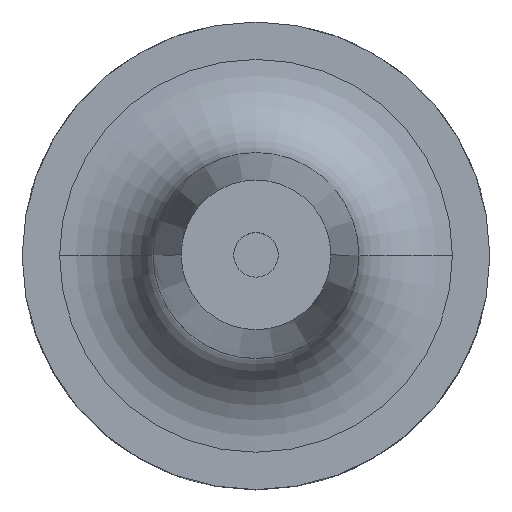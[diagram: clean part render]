
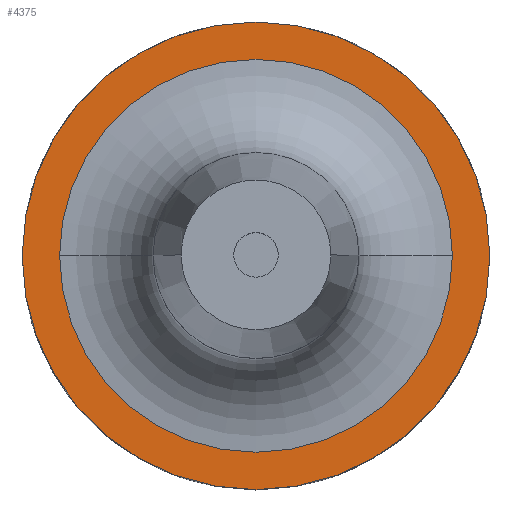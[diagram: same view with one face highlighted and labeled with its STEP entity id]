
A CAD part, top view. The second image highlights one B-rep face of the part: STEP entity #4375.
In plain terms, the highlighted planar face has unit normal (0, 0, 1).
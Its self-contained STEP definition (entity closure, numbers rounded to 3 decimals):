
#189 = DIRECTION ( 'NONE',  ( -1., 0., 0. ) ) ;
#284 = AXIS2_PLACEMENT_3D ( 'NONE', #4507, #2284, #3429 ) ;
#312 = ORIENTED_EDGE ( 'NONE', *, *, #1530, .T. ) ;
#455 = CARTESIAN_POINT ( 'NONE',  ( 0., 0., 20. ) ) ;
#459 = ORIENTED_EDGE ( 'NONE', *, *, #749, .T. ) ;
#480 = DIRECTION ( 'NONE',  ( -1., 0., 0. ) ) ;
#506 = DIRECTION ( 'NONE',  ( 0., 0., -1. ) ) ;
#520 = CARTESIAN_POINT ( 'NONE',  ( 0., 0., 20. ) ) ;
#586 = FACE_BOUND ( 'NONE', #799, .T. ) ;
#604 = CARTESIAN_POINT ( 'NONE',  ( 25., 0., 20. ) ) ;
#725 = CARTESIAN_POINT ( 'NONE',  ( 0., 0., 20. ) ) ;
#736 = VERTEX_POINT ( 'NONE', #604 ) ;
#749 = EDGE_CURVE ( 'NONE', #3644, #3957, #4105, .T. ) ;
#799 = EDGE_LOOP ( 'NONE', ( #459, #3553 ) ) ;
#820 = DIRECTION ( 'NONE',  ( 1., 0., 0. ) ) ;
#1085 = DIRECTION ( 'NONE',  ( -1., 0., 0. ) ) ;
#1530 = EDGE_CURVE ( 'NONE', #736, #4259, #2827, .T. ) ;
#1643 = CARTESIAN_POINT ( 'NONE',  ( 0., 0., 20. ) ) ;
#2284 = DIRECTION ( 'NONE',  ( 0., 0., 1. ) ) ;
#2381 = DIRECTION ( 'NONE',  ( 0., 0., -1. ) ) ;
#2827 = CIRCLE ( 'NONE', #284, 25. ) ;
#2855 = CARTESIAN_POINT ( 'NONE',  ( 21., 0., 20. ) ) ;
#2950 = CARTESIAN_POINT ( 'NONE',  ( -21., 0., 20. ) ) ;
#3024 = DIRECTION ( 'NONE',  ( 0., 0., 1. ) ) ;
#3085 = EDGE_CURVE ( 'NONE', #4259, #736, #3524, .T. ) ;
#3309 = DIRECTION ( 'NONE',  ( 0., 0., -1. ) ) ;
#3411 = FACE_OUTER_BOUND ( 'NONE', #3968, .T. ) ;
#3429 = DIRECTION ( 'NONE',  ( 1., 0., 0. ) ) ;
#3524 = CIRCLE ( 'NONE', #4172, 25. ) ;
#3553 = ORIENTED_EDGE ( 'NONE', *, *, #3587, .T. ) ;
#3587 = EDGE_CURVE ( 'NONE', #3957, #3644, #4666, .T. ) ;
#3644 = VERTEX_POINT ( 'NONE', #2950 ) ;
#3731 = CARTESIAN_POINT ( 'NONE',  ( -25., 0., 20. ) ) ;
#3957 = VERTEX_POINT ( 'NONE', #2855 ) ;
#3968 = EDGE_LOOP ( 'NONE', ( #312, #4429 ) ) ;
#4105 = CIRCLE ( 'NONE', #4640, 21. ) ;
#4172 = AXIS2_PLACEMENT_3D ( 'NONE', #455, #3024, #820 ) ;
#4259 = VERTEX_POINT ( 'NONE', #3731 ) ;
#4342 = AXIS2_PLACEMENT_3D ( 'NONE', #725, #3309, #1085 ) ;
#4375 = ADVANCED_FACE ( 'NONE', ( #586, #3411 ), #4575, .F. ) ;
#4429 = ORIENTED_EDGE ( 'NONE', *, *, #3085, .T. ) ;
#4507 = CARTESIAN_POINT ( 'NONE',  ( 0., 0., 20. ) ) ;
#4575 = PLANE ( 'NONE',  #4629 ) ;
#4629 = AXIS2_PLACEMENT_3D ( 'NONE', #1643, #2381, #189 ) ;
#4640 = AXIS2_PLACEMENT_3D ( 'NONE', #520, #506, #480 ) ;
#4666 = CIRCLE ( 'NONE', #4342, 21. ) ;
